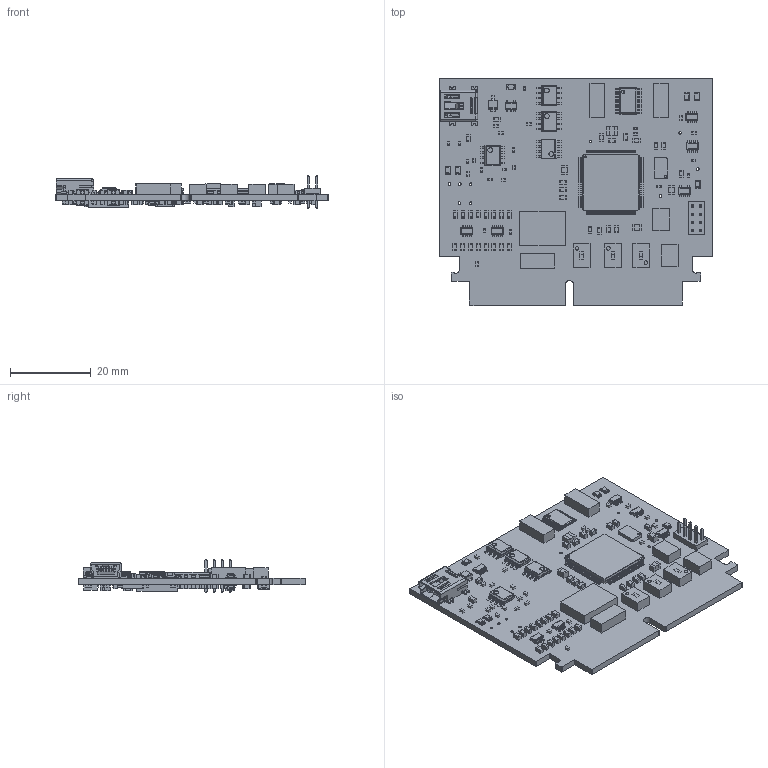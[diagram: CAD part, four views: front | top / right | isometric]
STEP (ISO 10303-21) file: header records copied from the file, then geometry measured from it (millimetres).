
FILE_DESCRIPTION(('Open CASCADE Model'),'2;1');
FILE_NAME('Open CASCADE Shape Model','2022-02-03T16:09:31',('Author'),( 'Open CASCADE'),'Open CASCADE STEP processor 6.8','Open CASCADE 6.8' ,'Unknown');
FILE_SCHEMA(('AUTOMOTIVE_DESIGN { 1 0 10303 214 1 1 1 1 }'));
Products named in the file (1): PCB
Bounding box: 67.49 x 56.27 x 8.2 mm (x, y, z)
Volume: 7418.8 mm3; surface area: 13456.3 mm2
Topology: 776 solids, 2048 shells, 8621 faces, 23382 edges, 17561 vertices
Faces by surface type: plane 6947, cylinder 1486, sphere 168, bspline 18, cone 2
Full cylindrical faces by diameter (mm): 0.635 x9, 0.8 x2, 0.89 x8, 0.9 x2
Entity records: 284850 total; most frequent: CARTESIAN_POINT 52389, DIRECTION 43422, ORIENTED_EDGE 40144, EDGE_CURVE 23354, LINE 19678, VECTOR 19678, VERTEX_POINT 17561, AXIS2_PLACEMENT_3D 11872
